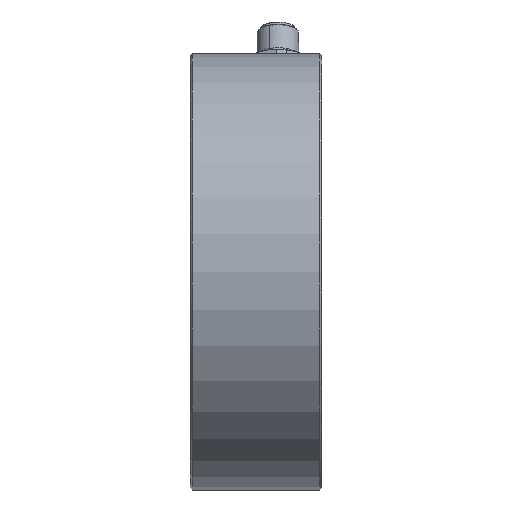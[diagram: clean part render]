
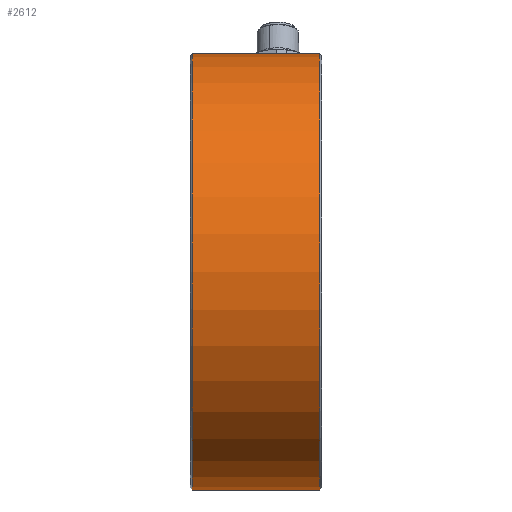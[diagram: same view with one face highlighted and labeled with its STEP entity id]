
A CAD part, left-side view. The second image highlights one B-rep face of the part: STEP entity #2612.
In plain terms, the highlighted cylindrical face has radius 63.246 mm (diameter 126.492 mm), a partial arc.
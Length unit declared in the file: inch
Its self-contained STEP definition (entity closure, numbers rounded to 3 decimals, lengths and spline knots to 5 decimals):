
#589 = VERTEX_POINT ( 'NONE', #3118 ) ;
#605 = ORIENTED_EDGE ( 'NONE', *, *, #5631, .F. ) ;
#943 = CARTESIAN_POINT ( 'NONE',  ( 0., 1.5, 0. ) ) ;
#1140 = CARTESIAN_POINT ( 'NONE',  ( 0., 1.4749, 0. ) ) ;
#1407 = LINE ( 'NONE', #2826, #3145 ) ;
#1593 = AXIS2_PLACEMENT_3D ( 'NONE', #943, #3059, #3338 ) ;
#1853 = FACE_OUTER_BOUND ( 'NONE', #5884, .T. ) ;
#2299 = DIRECTION ( 'NONE',  ( 0., 0., 1. ) ) ;
#2540 = CYLINDRICAL_SURFACE ( 'NONE', #1593, 2.49 ) ;
#2612 = ADVANCED_FACE ( 'NONE', ( #1853 ), #2540, .T. ) ;
#2826 = CARTESIAN_POINT ( 'NONE',  ( 0., 1.5, 2.49 ) ) ;
#2934 = CARTESIAN_POINT ( 'NONE',  ( 0., 1.5, -2.49 ) ) ;
#3059 = DIRECTION ( 'NONE',  ( 0., -1., 0. ) ) ;
#3118 = CARTESIAN_POINT ( 'NONE',  ( 0., 1.4749, -2.49 ) ) ;
#3145 = VECTOR ( 'NONE', #4880, 39.37008 ) ;
#3273 = AXIS2_PLACEMENT_3D ( 'NONE', #8727, #3805, #2299 ) ;
#3338 = DIRECTION ( 'NONE',  ( 0., 0., -1. ) ) ;
#3805 = DIRECTION ( 'NONE',  ( 0., 1., 0. ) ) ;
#4146 = VERTEX_POINT ( 'NONE', #5205 ) ;
#4284 = CARTESIAN_POINT ( 'NONE',  ( 0., 0.025, 2.49 ) ) ;
#4842 = DIRECTION ( 'NONE',  ( 0., 0., 1. ) ) ;
#4880 = DIRECTION ( 'NONE',  ( 0., -1., 0. ) ) ;
#5205 = CARTESIAN_POINT ( 'NONE',  ( 0., 1.4749, 2.49 ) ) ;
#5332 = CARTESIAN_POINT ( 'NONE',  ( 0., 0.025, -2.49 ) ) ;
#5474 = VERTEX_POINT ( 'NONE', #5332 ) ;
#5564 = EDGE_CURVE ( 'NONE', #4146, #589, #8221, .T. ) ;
#5631 = EDGE_CURVE ( 'NONE', #4146, #8910, #1407, .T. ) ;
#5763 = LINE ( 'NONE', #2934, #7636 ) ;
#5862 = ORIENTED_EDGE ( 'NONE', *, *, #6217, .T. ) ;
#5884 = EDGE_LOOP ( 'NONE', ( #605, #8616, #5862, #8320 ) ) ;
#6136 = DIRECTION ( 'NONE',  ( 0., -1., 0. ) ) ;
#6217 = EDGE_CURVE ( 'NONE', #589, #5474, #5763, .T. ) ;
#6447 = AXIS2_PLACEMENT_3D ( 'NONE', #1140, #6136, #4842 ) ;
#7616 = EDGE_CURVE ( 'NONE', #5474, #8910, #8773, .T. ) ;
#7636 = VECTOR ( 'NONE', #7940, 39.37008 ) ;
#7940 = DIRECTION ( 'NONE',  ( 0., -1., 0. ) ) ;
#8221 = CIRCLE ( 'NONE', #6447, 2.49 ) ;
#8320 = ORIENTED_EDGE ( 'NONE', *, *, #7616, .T. ) ;
#8616 = ORIENTED_EDGE ( 'NONE', *, *, #5564, .T. ) ;
#8727 = CARTESIAN_POINT ( 'NONE',  ( 0., 0.025, 0. ) ) ;
#8773 = CIRCLE ( 'NONE', #3273, 2.49 ) ;
#8910 = VERTEX_POINT ( 'NONE', #4284 ) ;
